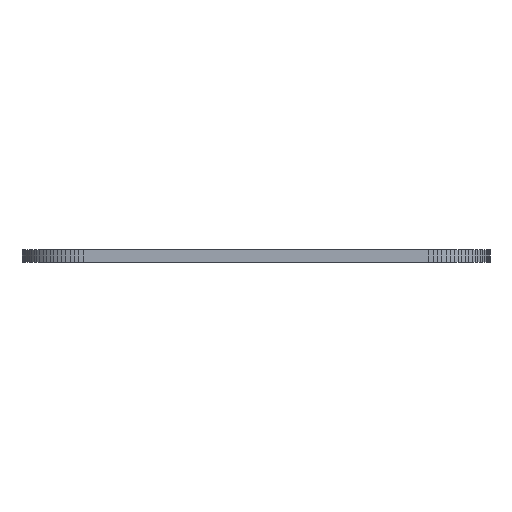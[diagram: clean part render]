
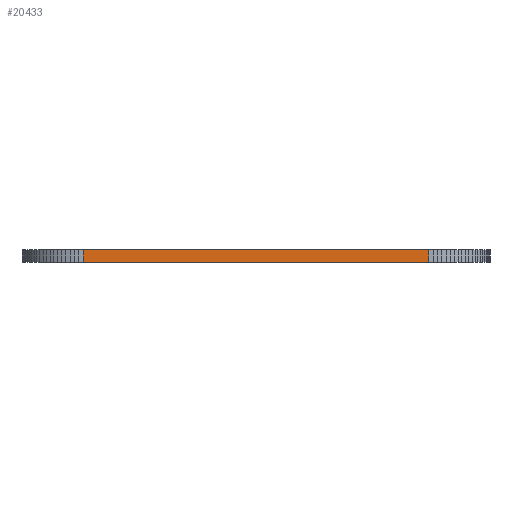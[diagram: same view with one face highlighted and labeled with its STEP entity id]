
A CAD part, left-side view. The second image highlights one B-rep face of the part: STEP entity #20433.
In plain terms, the highlighted planar face has unit normal (-1, 0, 0).
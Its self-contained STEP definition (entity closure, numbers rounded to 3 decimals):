
#638 = VERTEX_POINT('',#639);
#639 = CARTESIAN_POINT('',(40.64,-127.,0.));
#645 = EDGE_CURVE('',#638,#646,#648,.T.);
#646 = VERTEX_POINT('',#647);
#647 = CARTESIAN_POINT('',(40.64,-83.82,0.));
#648 = LINE('',#649,#650);
#649 = CARTESIAN_POINT('',(40.64,-127.,0.));
#650 = VECTOR('',#651,1.);
#651 = DIRECTION('',(0.,1.,0.));
#10404 = VERTEX_POINT('',#10405);
#10405 = CARTESIAN_POINT('',(40.64,-127.,1.6));
#10411 = EDGE_CURVE('',#10404,#10412,#10414,.T.);
#10412 = VERTEX_POINT('',#10413);
#10413 = CARTESIAN_POINT('',(40.64,-83.82,1.6));
#10414 = LINE('',#10415,#10416);
#10415 = CARTESIAN_POINT('',(40.64,-127.,1.6));
#10416 = VECTOR('',#10417,1.);
#10417 = DIRECTION('',(0.,1.,0.));
#20403 = EDGE_CURVE('',#646,#10412,#20404,.T.);
#20404 = LINE('',#20405,#20406);
#20405 = CARTESIAN_POINT('',(40.64,-83.82,0.));
#20406 = VECTOR('',#20407,1.);
#20407 = DIRECTION('',(0.,0.,1.));
#20433 = ADVANCED_FACE('',(#20434),#20445,.T.);
#20434 = FACE_BOUND('',#20435,.T.);
#20435 = EDGE_LOOP('',(#20436,#20442,#20443,#20444));
#20436 = ORIENTED_EDGE('',*,*,#20437,.T.);
#20437 = EDGE_CURVE('',#638,#10404,#20438,.T.);
#20438 = LINE('',#20439,#20440);
#20439 = CARTESIAN_POINT('',(40.64,-127.,0.));
#20440 = VECTOR('',#20441,1.);
#20441 = DIRECTION('',(0.,0.,1.));
#20442 = ORIENTED_EDGE('',*,*,#10411,.T.);
#20443 = ORIENTED_EDGE('',*,*,#20403,.F.);
#20444 = ORIENTED_EDGE('',*,*,#645,.F.);
#20445 = PLANE('',#20446);
#20446 = AXIS2_PLACEMENT_3D('',#20447,#20448,#20449);
#20447 = CARTESIAN_POINT('',(40.64,-127.,0.));
#20448 = DIRECTION('',(-1.,0.,0.));
#20449 = DIRECTION('',(0.,1.,0.));
